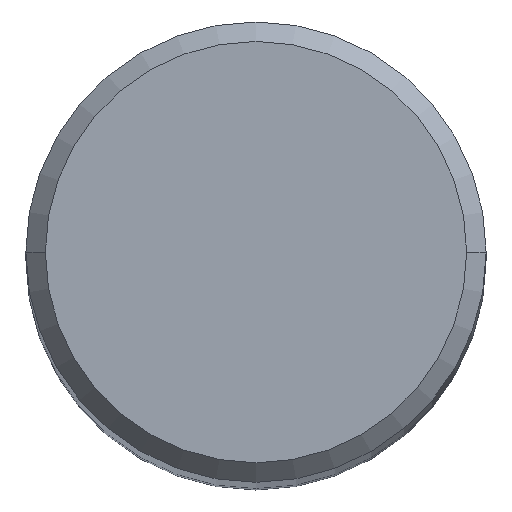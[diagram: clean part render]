
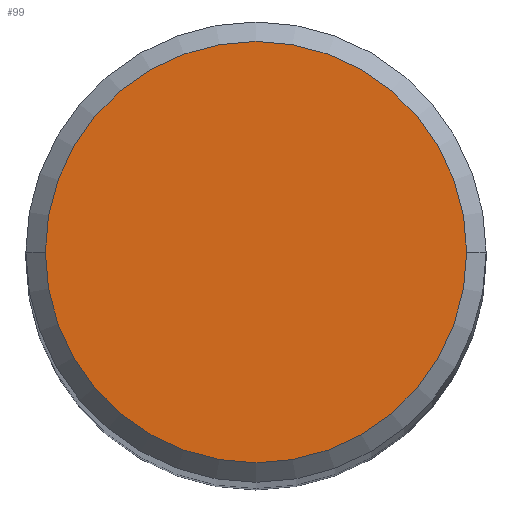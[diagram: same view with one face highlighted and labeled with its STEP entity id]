
A CAD part, top view. The second image highlights one B-rep face of the part: STEP entity #99.
In plain terms, the highlighted planar face has unit normal (0, 0, 1).
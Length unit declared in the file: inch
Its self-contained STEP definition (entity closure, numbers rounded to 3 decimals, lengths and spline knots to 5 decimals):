
#12 = EDGE_CURVE ( 'NONE', #55, #101, #13, .T. ) ;
#13 = CIRCLE ( 'NONE', #124, 0.2162 ) ;
#39 = AXIS2_PLACEMENT_3D ( 'NONE', #180, #142, #265 ) ;
#55 = VERTEX_POINT ( 'NONE', #353 ) ;
#66 = FACE_OUTER_BOUND ( 'NONE', #279, .T. ) ;
#90 = CARTESIAN_POINT ( 'NONE',  ( 0.2162, 0., 0. ) ) ;
#93 = AXIS2_PLACEMENT_3D ( 'NONE', #216, #325, #350 ) ;
#99 = ADVANCED_FACE ( 'NONE', ( #66 ), #207, .F. ) ;
#101 = VERTEX_POINT ( 'NONE', #90 ) ;
#106 = ORIENTED_EDGE ( 'NONE', *, *, #12, .T. ) ;
#124 = AXIS2_PLACEMENT_3D ( 'NONE', #177, #181, #319 ) ;
#142 = DIRECTION ( 'NONE',  ( 0., 0., -1. ) ) ;
#153 = EDGE_CURVE ( 'NONE', #101, #55, #290, .T. ) ;
#177 = CARTESIAN_POINT ( 'NONE',  ( 0., 0., 0. ) ) ;
#180 = CARTESIAN_POINT ( 'NONE',  ( 0., 0.2162, 0. ) ) ;
#181 = DIRECTION ( 'NONE',  ( 0., 0., 1. ) ) ;
#207 = PLANE ( 'NONE',  #39 ) ;
#216 = CARTESIAN_POINT ( 'NONE',  ( 0., 0., 0. ) ) ;
#265 = DIRECTION ( 'NONE',  ( -1., 0., 0. ) ) ;
#279 = EDGE_LOOP ( 'NONE', ( #106, #334 ) ) ;
#290 = CIRCLE ( 'NONE', #93, 0.2162 ) ;
#319 = DIRECTION ( 'NONE',  ( 1., 0., 0. ) ) ;
#325 = DIRECTION ( 'NONE',  ( 0., 0., 1. ) ) ;
#334 = ORIENTED_EDGE ( 'NONE', *, *, #153, .T. ) ;
#350 = DIRECTION ( 'NONE',  ( 1., 0., 0. ) ) ;
#353 = CARTESIAN_POINT ( 'NONE',  ( -0.2162, 0., 0. ) ) ;
